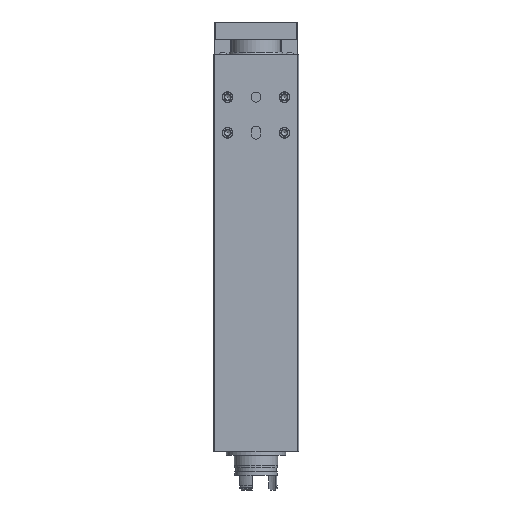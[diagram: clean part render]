
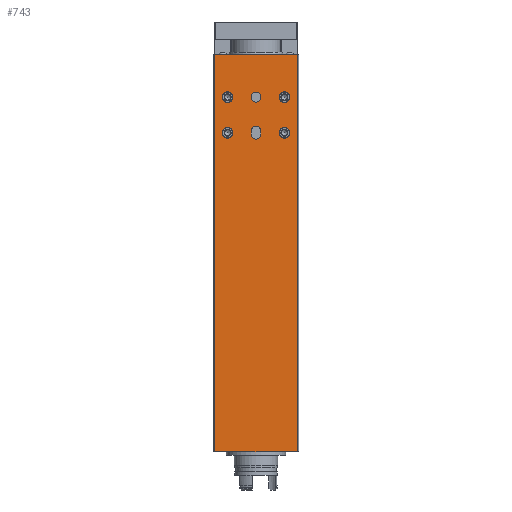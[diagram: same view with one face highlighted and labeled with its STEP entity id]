
A CAD part, front view. The second image highlights one B-rep face of the part: STEP entity #743.
In plain terms, the highlighted planar face has unit normal (0, -1, 0).
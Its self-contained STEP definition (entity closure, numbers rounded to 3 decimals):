
#743 = ADVANCED_FACE( '', ( #1994, #1995, #1996, #1997, #1998, #1999, #2000 ), #2001, .F. );
#1994 = FACE_BOUND( '', #4068, .T. );
#1995 = FACE_BOUND( '', #4069, .T. );
#1996 = FACE_BOUND( '', #4070, .T. );
#1997 = FACE_BOUND( '', #4071, .T. );
#1998 = FACE_OUTER_BOUND( '', #4072, .T. );
#1999 = FACE_BOUND( '', #4073, .T. );
#2000 = FACE_BOUND( '', #4074, .T. );
#2001 = PLANE( '', #4075 );
#4068 = EDGE_LOOP( '', ( #6139 ) );
#4069 = EDGE_LOOP( '', ( #6140 ) );
#4070 = EDGE_LOOP( '', ( #6141 ) );
#4071 = EDGE_LOOP( '', ( #6142 ) );
#4072 = EDGE_LOOP( '', ( #6143, #6144, #6145, #6146 ) );
#4073 = EDGE_LOOP( '', ( #6147 ) );
#4074 = EDGE_LOOP( '', ( #6148, #6149, #6150, #6151 ) );
#4075 = AXIS2_PLACEMENT_3D( '', #6152, #6153, #6154 );
#6139 = ORIENTED_EDGE( '', *, *, #11095, .F. );
#6140 = ORIENTED_EDGE( '', *, *, #11096, .F. );
#6141 = ORIENTED_EDGE( '', *, *, #11097, .F. );
#6142 = ORIENTED_EDGE( '', *, *, #11098, .F. );
#6143 = ORIENTED_EDGE( '', *, *, #11099, .T. );
#6144 = ORIENTED_EDGE( '', *, *, #11100, .F. );
#6145 = ORIENTED_EDGE( '', *, *, #11101, .F. );
#6146 = ORIENTED_EDGE( '', *, *, #11102, .T. );
#6147 = ORIENTED_EDGE( '', *, *, #11103, .T. );
#6148 = ORIENTED_EDGE( '', *, *, #11104, .T. );
#6149 = ORIENTED_EDGE( '', *, *, #11105, .T. );
#6150 = ORIENTED_EDGE( '', *, *, #11106, .T. );
#6151 = ORIENTED_EDGE( '', *, *, #11107, .T. );
#6152 = CARTESIAN_POINT( '', ( -29., -30., 279.5 ) );
#6153 = DIRECTION( '', ( 0., 1., 0. ) );
#6154 = DIRECTION( '', ( 0., 0., 1. ) );
#11095 = EDGE_CURVE( '', #12999, #12999, #13000, .T. );
#11096 = EDGE_CURVE( '', #13001, #13001, #13002, .T. );
#11097 = EDGE_CURVE( '', #13003, #13003, #13004, .T. );
#11098 = EDGE_CURVE( '', #13005, #13005, #13006, .T. );
#11099 = EDGE_CURVE( '', #13007, #13008, #13009, .T. );
#11100 = EDGE_CURVE( '', #13010, #13008, #13011, .T. );
#11101 = EDGE_CURVE( '', #13012, #13010, #13013, .T. );
#11102 = EDGE_CURVE( '', #13012, #13007, #13014, .T. );
#11103 = EDGE_CURVE( '', #13015, #13015, #13016, .T. );
#11104 = EDGE_CURVE( '', #13017, #13018, #13019, .T. );
#11105 = EDGE_CURVE( '', #13018, #13020, #13021, .T. );
#11106 = EDGE_CURVE( '', #13020, #13022, #13023, .T. );
#11107 = EDGE_CURVE( '', #13022, #13017, #13024, .T. );
#12999 = VERTEX_POINT( '', #15794 );
#13000 = CIRCLE( '', #15795, 3.8 );
#13001 = VERTEX_POINT( '', #15796 );
#13002 = CIRCLE( '', #15797, 3.8 );
#13003 = VERTEX_POINT( '', #15798 );
#13004 = CIRCLE( '', #15799, 3.8 );
#13005 = VERTEX_POINT( '', #15800 );
#13006 = CIRCLE( '', #15801, 3.8 );
#13007 = VERTEX_POINT( '', #15802 );
#13008 = VERTEX_POINT( '', #15803 );
#13009 = LINE( '', #15804, #15805 );
#13010 = VERTEX_POINT( '', #15806 );
#13011 = LINE( '', #15807, #15808 );
#13012 = VERTEX_POINT( '', #15809 );
#13013 = LINE( '', #15810, #15811 );
#13014 = LINE( '', #15812, #15813 );
#13015 = VERTEX_POINT( '', #15814 );
#13016 = CIRCLE( '', #15815, 3.5 );
#13017 = VERTEX_POINT( '', #15816 );
#13018 = VERTEX_POINT( '', #15817 );
#13019 = CIRCLE( '', #15818, 3.5 );
#13020 = VERTEX_POINT( '', #15819 );
#13021 = LINE( '', #15820, #15821 );
#13022 = VERTEX_POINT( '', #15822 );
#13023 = CIRCLE( '', #15823, 3.5 );
#13024 = LINE( '', #15824, #15825 );
#15794 = CARTESIAN_POINT( '', ( -20., -30., 245.7 ) );
#15795 = AXIS2_PLACEMENT_3D( '', #19981, #19982, #19983 );
#15796 = CARTESIAN_POINT( '', ( -20., -30., 220.7 ) );
#15797 = AXIS2_PLACEMENT_3D( '', #19984, #19985, #19986 );
#15798 = CARTESIAN_POINT( '', ( 20., -30., 220.7 ) );
#15799 = AXIS2_PLACEMENT_3D( '', #19987, #19988, #19989 );
#15800 = CARTESIAN_POINT( '', ( 20., -30., 245.7 ) );
#15801 = AXIS2_PLACEMENT_3D( '', #19990, #19991, #19992 );
#15802 = CARTESIAN_POINT( '', ( -29., -30., 0. ) );
#15803 = CARTESIAN_POINT( '', ( 29., -30., 0. ) );
#15804 = CARTESIAN_POINT( '', ( -29., -30., 0. ) );
#15805 = VECTOR( '', #19993, 1000. );
#15806 = CARTESIAN_POINT( '', ( 29., -30., 279.5 ) );
#15807 = CARTESIAN_POINT( '', ( 29., -30., 279.5 ) );
#15808 = VECTOR( '', #19994, 1000. );
#15809 = CARTESIAN_POINT( '', ( -29., -30., 279.5 ) );
#15810 = CARTESIAN_POINT( '', ( -29., -30., 279.5 ) );
#15811 = VECTOR( '', #19995, 1000. );
#15812 = CARTESIAN_POINT( '', ( -29., -30., 279.5 ) );
#15813 = VECTOR( '', #19996, 1000. );
#15814 = CARTESIAN_POINT( '', ( 3.5, -30., 249.5 ) );
#15815 = AXIS2_PLACEMENT_3D( '', #19997, #19998, #19999 );
#15816 = CARTESIAN_POINT( '', ( 3.5, -30., 223.5 ) );
#15817 = CARTESIAN_POINT( '', ( -3.5, -30., 223.5 ) );
#15818 = AXIS2_PLACEMENT_3D( '', #20000, #20001, #20002 );
#15819 = CARTESIAN_POINT( '', ( -3.5, -30., 225.5 ) );
#15820 = CARTESIAN_POINT( '', ( -3.5, -30., 223.5 ) );
#15821 = VECTOR( '', #20003, 1000. );
#15822 = CARTESIAN_POINT( '', ( 3.5, -30., 225.5 ) );
#15823 = AXIS2_PLACEMENT_3D( '', #20004, #20005, #20006 );
#15824 = CARTESIAN_POINT( '', ( 3.5, -30., 225.5 ) );
#15825 = VECTOR( '', #20007, 1000. );
#19981 = CARTESIAN_POINT( '', ( -20., -30., 249.5 ) );
#19982 = DIRECTION( '', ( 0., -1., 0. ) );
#19983 = DIRECTION( '', ( 0., 0., -1. ) );
#19984 = CARTESIAN_POINT( '', ( -20., -30., 224.5 ) );
#19985 = DIRECTION( '', ( 0., -1., 0. ) );
#19986 = DIRECTION( '', ( 0., 0., -1. ) );
#19987 = CARTESIAN_POINT( '', ( 20., -30., 224.5 ) );
#19988 = DIRECTION( '', ( 0., -1., 0. ) );
#19989 = DIRECTION( '', ( 0., 0., -1. ) );
#19990 = CARTESIAN_POINT( '', ( 20., -30., 249.5 ) );
#19991 = DIRECTION( '', ( 0., -1., 0. ) );
#19992 = DIRECTION( '', ( 0., 0., -1. ) );
#19993 = DIRECTION( '', ( 1., 0., 0. ) );
#19994 = DIRECTION( '', ( 0., 0., -1. ) );
#19995 = DIRECTION( '', ( 1., 0., 0. ) );
#19996 = DIRECTION( '', ( 0., 0., -1. ) );
#19997 = CARTESIAN_POINT( '', ( 0., -30., 249.5 ) );
#19998 = DIRECTION( '', ( 0., 1., 0. ) );
#19999 = DIRECTION( '', ( 1., 0., 0. ) );
#20000 = CARTESIAN_POINT( '', ( 0., -30., 223.5 ) );
#20001 = DIRECTION( '', ( 0., 1., 0. ) );
#20002 = DIRECTION( '', ( 1., 0., 0. ) );
#20003 = DIRECTION( '', ( 0., 0., 1. ) );
#20004 = CARTESIAN_POINT( '', ( 0., -30., 225.5 ) );
#20005 = DIRECTION( '', ( 0., 1., 0. ) );
#20006 = DIRECTION( '', ( 1., 0., 0. ) );
#20007 = DIRECTION( '', ( 0., 0., -1. ) );
